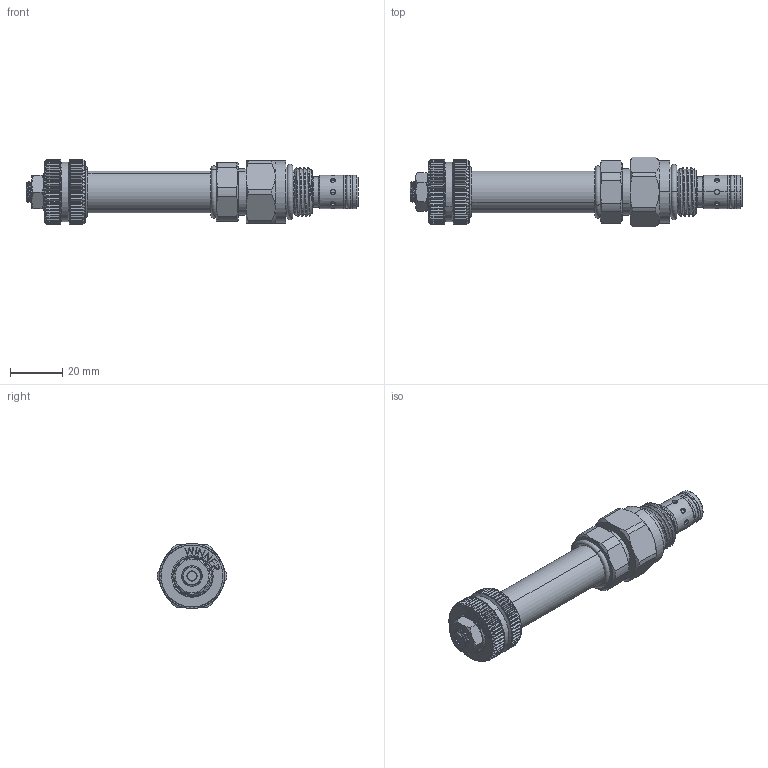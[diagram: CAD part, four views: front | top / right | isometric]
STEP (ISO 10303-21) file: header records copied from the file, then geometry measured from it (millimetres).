
FILE_DESCRIPTION (( 'STEP AP203' ), '1' );
FILE_NAME ('PRP08W2C-L-A1.STEP', '2024-06-06T08:57:29', ( '' ), ( '' ), 'SwSTEP 2.0', 'SolidWorks 2018', '' );
FILE_SCHEMA (( 'CONFIG_CONTROL_DESIGN' ));
Length unit declared in the file: millimetre
Products named in the file (1): PRP08W2C-L-A1
Bounding box: 126.9 x 26.66 x 25 mm (x, y, z)
Volume: 34471.1 mm3; surface area: 10424.1 mm2
Topology: 1 solids, 1 shells, 1064 faces, 2819 edges, 1790 vertices
Faces by surface type: plane 449, cylinder 424, cone 159, bspline 18, torus 14
Entity records: 49321 total; most frequent: CARTESIAN_POINT 23970, ORIENTED_EDGE 5638, DIRECTION 4918, EDGE_CURVE 2819, AXIS2_PLACEMENT_3D 1907, VERTEX_POINT 1790, VECTOR 1104, LINE 1104
